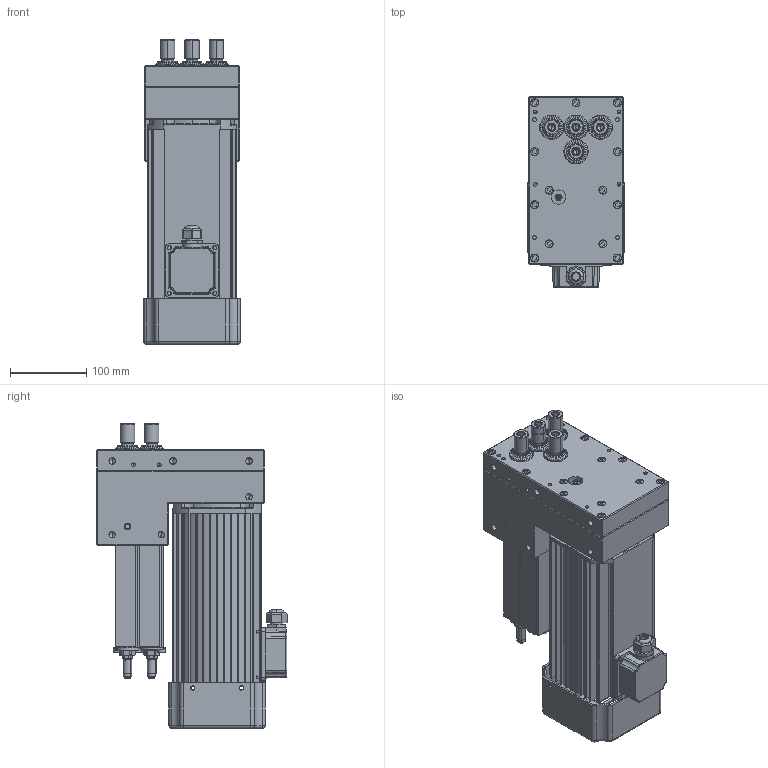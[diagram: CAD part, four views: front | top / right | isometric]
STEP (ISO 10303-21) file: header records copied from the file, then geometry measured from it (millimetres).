
FILE_DESCRIPTION (( 'STEP AP214' ), '1' );
FILE_NAME ('×°ÅäÌå1.STEP', '2024-07-03T08:25:37', ( 'Sysceo.com' ), ( '' ), 'SwSTEP 2.0', 'SolidWorks 2018', '' );
FILE_SCHEMA (( 'AUTOMOTIVE_DESIGN' ));
Length unit declared in the file: millimetre
Products named in the file (2): 蚾饜极1
Bounding box: 127 x 249.91 x 400.5 mm (x, y, z)
Volume: 6717220.2 mm3; surface area: 851535.9 mm2
Topology: 56 solids, 58 shells, 2468 faces, 5893 edges, 3622 vertices
Faces by surface type: cylinder 1053, plane 860, cone 362, torus 144, bspline 47, sphere 2
Entity records: 103414 total; most frequent: CARTESIAN_POINT 17749, DIRECTION 12853, ORIENTED_EDGE 11498, EDGE_CURVE 5749, AXIS2_PLACEMENT_3D 5007, VERTEX_POINT 3613, VECTOR 2839, LINE 2839
